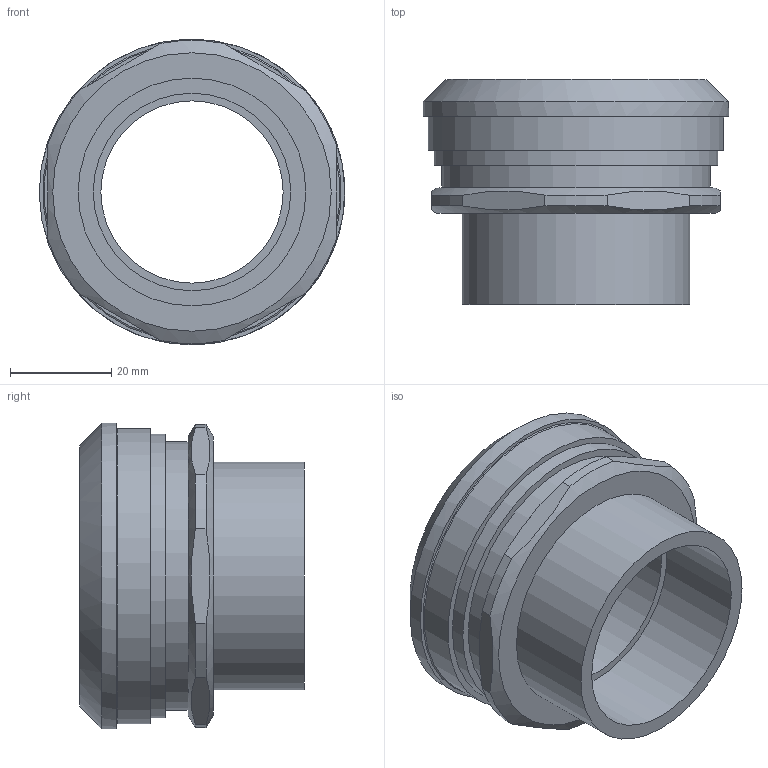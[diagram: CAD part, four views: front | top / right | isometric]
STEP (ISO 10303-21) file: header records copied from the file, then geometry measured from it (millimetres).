
FILE_DESCRIPTION(/* description */ (''),/* implementation_level */ '2;1');
FILE_NAME(/* name */ '',/* time_stamp */ '2025-10-07T16:51:06+07:00',/* author */ ('zeta-72'),/* organization */ (''),/* preprocessor_version */ 'ST-DEVELOPER v19.2',/* originating_system */ 'Autodesk Inventor 2024',/* authorisation */ '');
FILE_SCHEMA (('AUTOMOTIVE_DESIGN { 1 0 10303 214 3 1 1 }'));
Length unit declared in the file: millimetre
Products named in the file (1): Сборка МВВ-G
 1 1)4-МР40_Упростить_
1
Bounding box: 60.37 x 44.43 x 60.36 mm (x, y, z)
Volume: 31720.5 mm3; surface area: 22820.5 mm2
Topology: 1 solids, 1 shells, 35 faces, 74 edges, 49 vertices
Faces by surface type: plane 16, cylinder 15, cone 4
Full cylindrical faces by diameter (mm): 36 x1, 38.5 x1, 39 x1, 45 x1, 48.5 x1, 53 x1, 56 x1, 58.5 x1, 60.37 x1
Entity records: 1027 total; most frequent: CARTESIAN_POINT 187, DIRECTION 167, ORIENTED_EDGE 148, EDGE_CURVE 74, AXIS2_PLACEMENT_3D 71, VERTEX_POINT 49, EDGE_LOOP 45, FACE_OUTER_BOUND 35
